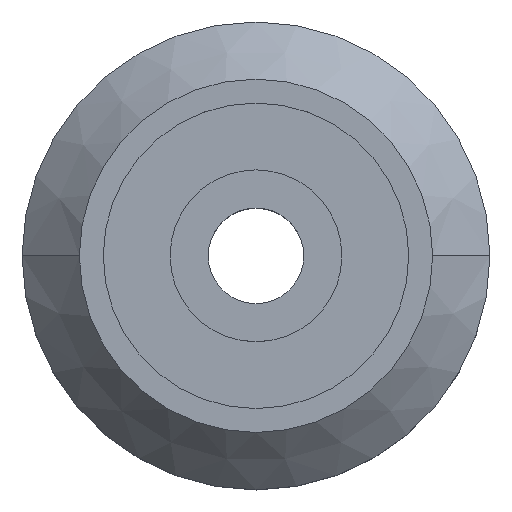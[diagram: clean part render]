
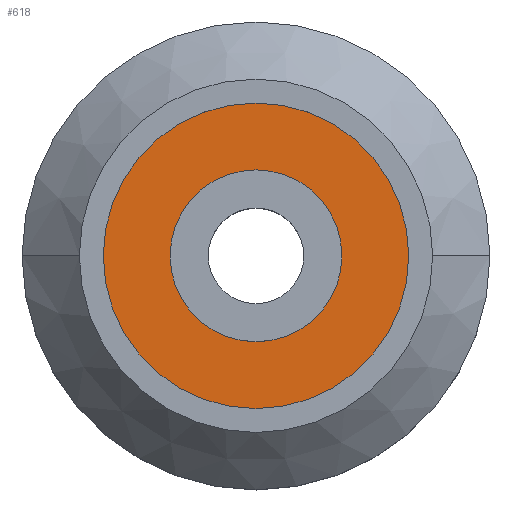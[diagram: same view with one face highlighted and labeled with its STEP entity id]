
A CAD part, top view. The second image highlights one B-rep face of the part: STEP entity #618.
In plain terms, the highlighted planar face has unit normal (0, 0, 1).
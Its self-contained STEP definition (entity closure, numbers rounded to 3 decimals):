
#180=CARTESIAN_POINT('',(0.,0.,5.));
#181=DIRECTION('',(0.,0.,1.));
#182=DIRECTION('',(0.,1.,0.));
#183=AXIS2_PLACEMENT_3D('',#180,#181,#182);
#198=CARTESIAN_POINT('',(0.,0.,5.));
#199=DIRECTION('',(0.,0.,1.));
#200=DIRECTION('',(0.,-1.,0.));
#201=AXIS2_PLACEMENT_3D('',#198,#199,#200);
#216=CARTESIAN_POINT('',(0.,0.,5.));
#217=DIRECTION('',(0.,0.,1.));
#218=DIRECTION('',(0.,-1.,0.));
#219=AXIS2_PLACEMENT_3D('',#216,#217,#218);
#234=CARTESIAN_POINT('',(0.,0.,5.));
#235=DIRECTION('',(0.,0.,1.));
#236=DIRECTION('',(0.,1.,0.));
#237=AXIS2_PLACEMENT_3D('',#234,#235,#236);
#299=CARTESIAN_POINT('',(0.,4.5,5.));
#300=CARTESIAN_POINT('',(0.,-4.5,5.));
#301=VERTEX_POINT('',#299);
#302=VERTEX_POINT('',#300);
#307=CARTESIAN_POINT('',(0.,-8.,5.));
#308=CARTESIAN_POINT('',(0.,8.,5.));
#309=VERTEX_POINT('',#307);
#310=VERTEX_POINT('',#308);
#603=CARTESIAN_POINT('',(0.,0.,5.));
#604=DIRECTION('',(0.,0.,1.));
#605=DIRECTION('',(0.,-1.,0.));
#606=AXIS2_PLACEMENT_3D('',#603,#604,#605);
#607=PLANE('',#606);
#609=ORIENTED_EDGE('',*,*,#608,.F.);
#611=ORIENTED_EDGE('',*,*,#610,.F.);
#612=EDGE_LOOP('',(#609,#611));
#613=FACE_OUTER_BOUND('',#612,.F.);
#614=ORIENTED_EDGE('',*,*,#551,.T.);
#615=ORIENTED_EDGE('',*,*,#595,.T.);
#616=EDGE_LOOP('',(#614,#615));
#617=FACE_BOUND('',#616,.F.);
#618=ADVANCED_FACE('',(#613,#617),#607,.T.);
#184=CIRCLE('',#183,4.5);
#202=CIRCLE('',#201,4.5);
#220=CIRCLE('',#219,8.);
#238=CIRCLE('',#237,8.);
#551=EDGE_CURVE('',#301,#302,#184,.T.);
#595=EDGE_CURVE('',#302,#301,#202,.T.);
#608=EDGE_CURVE('',#309,#310,#220,.T.);
#610=EDGE_CURVE('',#310,#309,#238,.T.);
